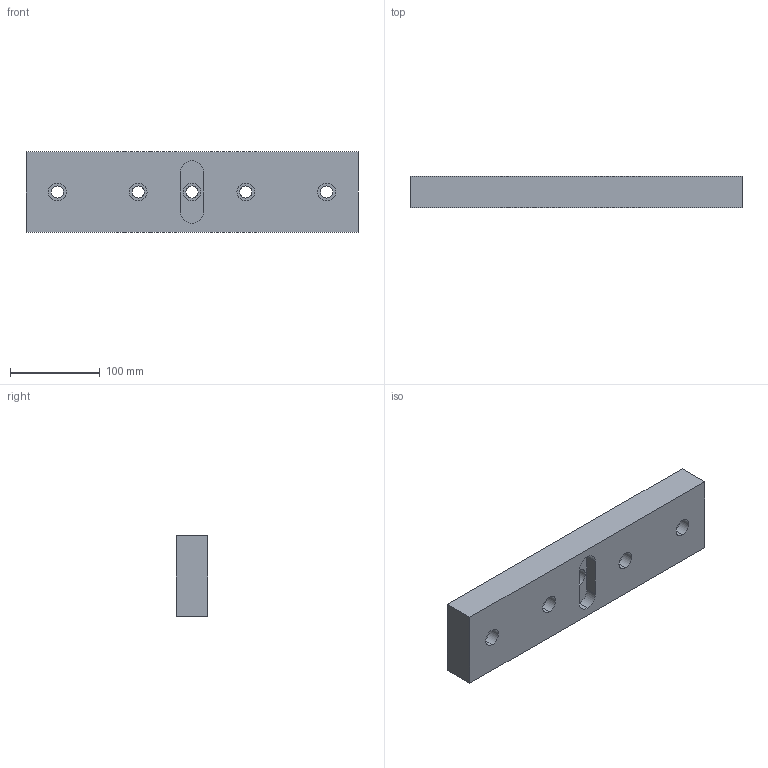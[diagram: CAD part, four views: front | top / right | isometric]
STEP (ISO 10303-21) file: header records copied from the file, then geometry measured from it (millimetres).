
FILE_DESCRIPTION (( 'STEP AP203' ), '1' );
FILE_NAME ('ºÏ²¢PDF-4.STEP', '2022-03-14T05:51:32', ( '' ), ( '' ), 'SwSTEP 2.0', 'SolidWorks 2018', '' );
FILE_SCHEMA (( 'CONFIG_CONTROL_DESIGN' ));
Length unit declared in the file: millimetre
Products named in the file (1): 磁甜PDF-4
Bounding box: 370 x 35.5 x 90 mm (x, y, z)
Volume: 1126481 mm3; surface area: 108323.6 mm2
Topology: 1 solids, 1 shells, 37 faces, 87 edges, 58 vertices
Faces by surface type: cylinder 23, plane 14
Entity records: 1184 total; most frequent: DIRECTION 209, CARTESIAN_POINT 183, ORIENTED_EDGE 174, EDGE_CURVE 87, AXIS2_PLACEMENT_3D 84, VERTEX_POINT 58, EDGE_LOOP 53, CIRCLE 46
